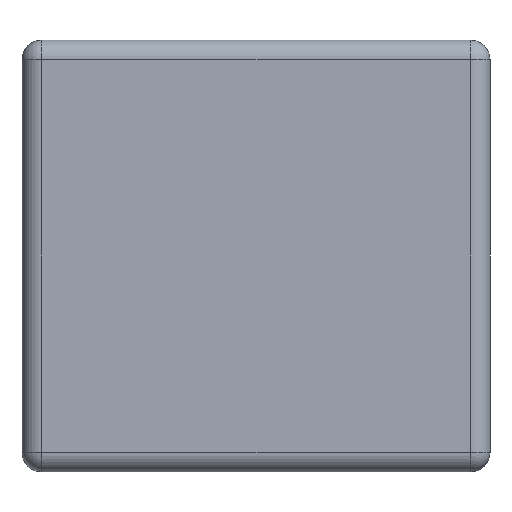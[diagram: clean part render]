
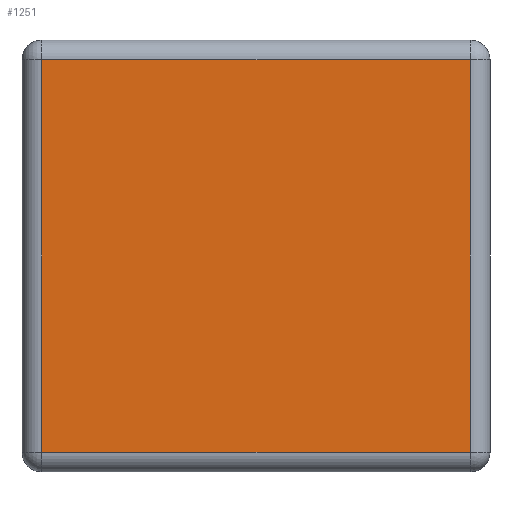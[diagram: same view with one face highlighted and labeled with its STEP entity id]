
A CAD part, left-side view. The second image highlights one B-rep face of the part: STEP entity #1251.
In plain terms, the highlighted planar face has unit normal (-1, 0, 0).
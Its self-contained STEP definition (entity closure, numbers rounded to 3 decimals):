
#84 = LINE ( 'NONE', #113, #743 ) ;
#113 = CARTESIAN_POINT ( 'NONE',  ( -0.22, 0.26, 0.109 ) ) ;
#114 = LINE ( 'NONE', #157, #440 ) ;
#134 = LINE ( 'NONE', #485, #223 ) ;
#138 = ORIENTED_EDGE ( 'NONE', *, *, #354, .T. ) ;
#157 = CARTESIAN_POINT ( 'NONE',  ( -0.22, 0.011, -0.12 ) ) ;
#189 = ORIENTED_EDGE ( 'NONE', *, *, #220, .T. ) ;
#220 = EDGE_CURVE ( 'NONE', #748, #479, #1117, .T. ) ;
#223 = VECTOR ( 'NONE', #844, 1000. ) ;
#260 = VECTOR ( 'NONE', #497, 1000. ) ;
#270 = CARTESIAN_POINT ( 'NONE',  ( -0.22, 0.249, -0.109 ) ) ;
#272 = DIRECTION ( 'NONE',  ( 1., 0., 0. ) ) ;
#335 = FACE_OUTER_BOUND ( 'NONE', #833, .T. ) ;
#354 = EDGE_CURVE ( 'NONE', #479, #1434, #134, .T. ) ;
#384 = AXIS2_PLACEMENT_3D ( 'NONE', #881, #272, #1126 ) ;
#399 = VERTEX_POINT ( 'NONE', #878 ) ;
#411 = EDGE_CURVE ( 'NONE', #1434, #399, #114, .T. ) ;
#440 = VECTOR ( 'NONE', #750, 1000. ) ;
#479 = VERTEX_POINT ( 'NONE', #270 ) ;
#485 = CARTESIAN_POINT ( 'NONE',  ( -0.22, 0.26, -0.109 ) ) ;
#497 = DIRECTION ( 'NONE',  ( 0., 0., -1. ) ) ;
#547 = ORIENTED_EDGE ( 'NONE', *, *, #411, .T. ) ;
#703 = CARTESIAN_POINT ( 'NONE',  ( -0.22, 0.249, 0.109 ) ) ;
#710 = DIRECTION ( 'NONE',  ( 0., 1., 0. ) ) ;
#728 = CARTESIAN_POINT ( 'NONE',  ( -0.22, 0.249, -0.12 ) ) ;
#743 = VECTOR ( 'NONE', #710, 1000. ) ;
#748 = VERTEX_POINT ( 'NONE', #703 ) ;
#750 = DIRECTION ( 'NONE',  ( 0., 0., 1. ) ) ;
#833 = EDGE_LOOP ( 'NONE', ( #189, #138, #547, #1217 ) ) ;
#844 = DIRECTION ( 'NONE',  ( 0., -1., 0. ) ) ;
#862 = EDGE_CURVE ( 'NONE', #399, #748, #84, .T. ) ;
#878 = CARTESIAN_POINT ( 'NONE',  ( -0.22, 0.011, 0.109 ) ) ;
#881 = CARTESIAN_POINT ( 'NONE',  ( -0.22, 0.26, -0.12 ) ) ;
#1002 = PLANE ( 'NONE',  #384 ) ;
#1117 = LINE ( 'NONE', #728, #260 ) ;
#1126 = DIRECTION ( 'NONE',  ( 0., 0., -1. ) ) ;
#1213 = CARTESIAN_POINT ( 'NONE',  ( -0.22, 0.011, -0.109 ) ) ;
#1217 = ORIENTED_EDGE ( 'NONE', *, *, #862, .T. ) ;
#1251 = ADVANCED_FACE ( 'NONE', ( #335 ), #1002, .F. ) ;
#1434 = VERTEX_POINT ( 'NONE', #1213 ) ;
